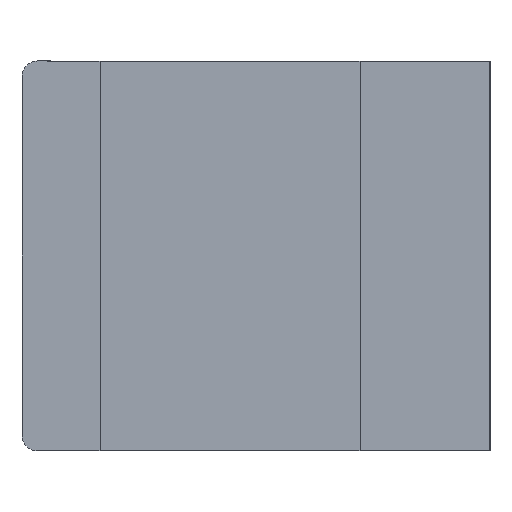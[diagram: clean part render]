
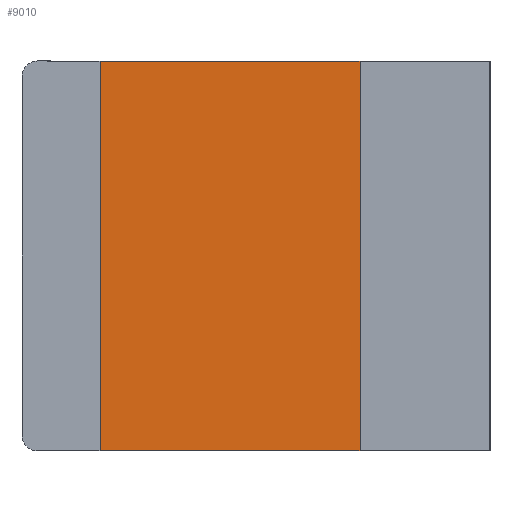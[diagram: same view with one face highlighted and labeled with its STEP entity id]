
A CAD part, left-side view. The second image highlights one B-rep face of the part: STEP entity #9010.
In plain terms, the highlighted planar face has unit normal (-1, 0, 0).
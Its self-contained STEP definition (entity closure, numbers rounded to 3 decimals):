
#245 = CARTESIAN_POINT ( 'NONE',  ( -0.5, 0.5, 0.25 ) ) ;
#299 = VECTOR ( 'NONE', #3851, 1000. ) ;
#358 = ORIENTED_EDGE ( 'NONE', *, *, #8267, .T. ) ;
#1158 = DIRECTION ( 'NONE',  ( 0., 0., 1. ) ) ;
#1162 = ORIENTED_EDGE ( 'NONE', *, *, #6846, .T. ) ;
#1882 = DIRECTION ( 'NONE',  ( 0., -1., 0. ) ) ;
#2201 = CARTESIAN_POINT ( 'NONE',  ( -0.5, 0.5, 0.25 ) ) ;
#2240 = DIRECTION ( 'NONE',  ( 0., 0., -1. ) ) ;
#2302 = ORIENTED_EDGE ( 'NONE', *, *, #6490, .T. ) ;
#2767 = ORIENTED_EDGE ( 'NONE', *, *, #5165, .F. ) ;
#2965 = VERTEX_POINT ( 'NONE', #9303 ) ;
#3020 = LINE ( 'NONE', #5072, #6801 ) ;
#3846 = VERTEX_POINT ( 'NONE', #245 ) ;
#3851 = DIRECTION ( 'NONE',  ( 0., -1., 0. ) ) ;
#4053 = CARTESIAN_POINT ( 'NONE',  ( -0.5, 1.739, -0.25 ) ) ;
#4267 = LINE ( 'NONE', #2201, #9274 ) ;
#4631 = EDGE_LOOP ( 'NONE', ( #2767, #1162, #2302, #358 ) ) ;
#4987 = VERTEX_POINT ( 'NONE', #9319 ) ;
#5072 = CARTESIAN_POINT ( 'NONE',  ( -0.5, 1.739, -0.25 ) ) ;
#5152 = VERTEX_POINT ( 'NONE', #5355 ) ;
#5165 = EDGE_CURVE ( 'NONE', #3846, #4987, #6580, .T. ) ;
#5355 = CARTESIAN_POINT ( 'NONE',  ( -0.5, 0.167, -0.25 ) ) ;
#5742 = DIRECTION ( 'NONE',  ( 1., 0., 0. ) ) ;
#6185 = CARTESIAN_POINT ( 'NONE',  ( -0.5, 1.739, 0.25 ) ) ;
#6490 = EDGE_CURVE ( 'NONE', #2965, #5152, #3020, .T. ) ;
#6580 = LINE ( 'NONE', #6185, #299 ) ;
#6581 = FACE_OUTER_BOUND ( 'NONE', #4631, .T. ) ;
#6593 = PLANE ( 'NONE',  #9326 ) ;
#6801 = VECTOR ( 'NONE', #1882, 1000. ) ;
#6846 = EDGE_CURVE ( 'NONE', #3846, #2965, #4267, .T. ) ;
#8084 = DIRECTION ( 'NONE',  ( 0., 0., -1. ) ) ;
#8267 = EDGE_CURVE ( 'NONE', #5152, #4987, #8712, .T. ) ;
#8712 = LINE ( 'NONE', #10068, #10347 ) ;
#9010 = ADVANCED_FACE ( 'NONE', ( #6581 ), #6593, .F. ) ;
#9274 = VECTOR ( 'NONE', #2240, 1000. ) ;
#9303 = CARTESIAN_POINT ( 'NONE',  ( -0.5, 0.5, -0.25 ) ) ;
#9319 = CARTESIAN_POINT ( 'NONE',  ( -0.5, 0.167, 0.25 ) ) ;
#9326 = AXIS2_PLACEMENT_3D ( 'NONE', #4053, #5742, #8084 ) ;
#10068 = CARTESIAN_POINT ( 'NONE',  ( -0.5, 0.167, -0.25 ) ) ;
#10347 = VECTOR ( 'NONE', #1158, 1000. ) ;
